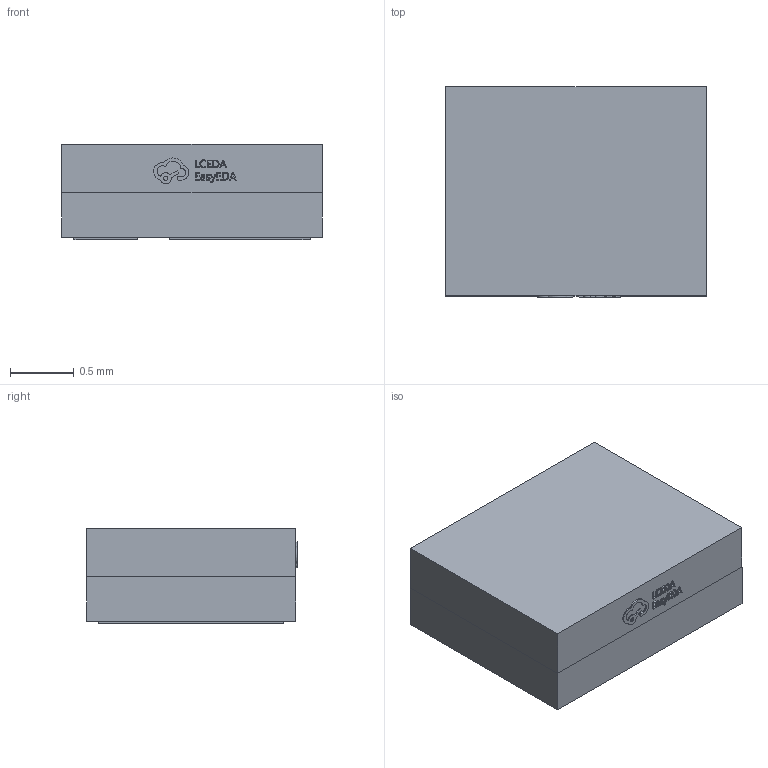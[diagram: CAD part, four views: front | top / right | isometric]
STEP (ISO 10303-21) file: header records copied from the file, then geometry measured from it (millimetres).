
FILE_DESCRIPTION (( 'STEP AP214' ), '1' );
FILE_NAME ('LED-SMD_L2.0-W1.7-H0.8.step', '2022-07-08T12:31:50', ( '' ), ( '' ), 'SwSTEP 2.0', 'SolidWorks 2020', '' );
FILE_SCHEMA (( 'AUTOMOTIVE_DESIGN' ));
Length unit declared in the file: millimetre
Products named in the file (1): LED-SMD_L2.0-W1.7-H0.8
Bounding box: 2.04 x 1.65 x 0.75 mm (x, y, z)
Volume: 2.5 mm3; surface area: 19 mm2
Topology: 2 solids, 2 shells, 305 faces, 819 edges, 546 vertices
Faces by surface type: plane 193, bspline 112
Entity records: 14043 total; most frequent: CARTESIAN_POINT 3775, ORIENTED_EDGE 1638, DIRECTION 979, EDGE_CURVE 819, VECTOR 591, LINE 591, VERTEX_POINT 546, EDGE_LOOP 333
